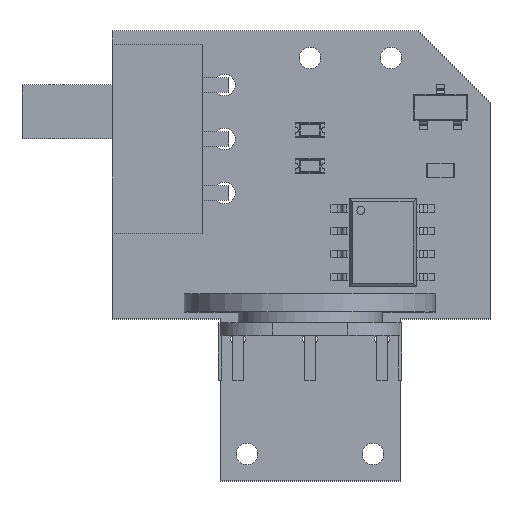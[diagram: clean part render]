
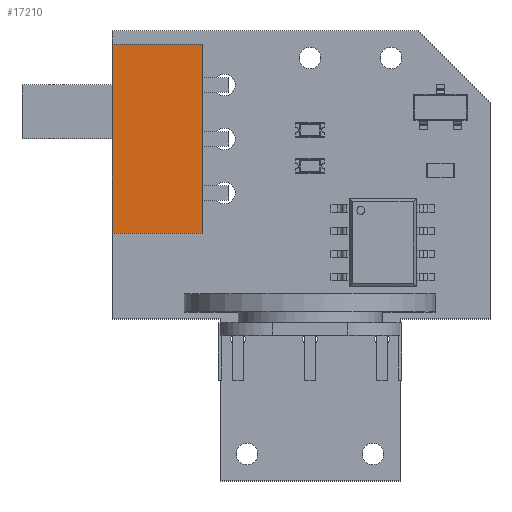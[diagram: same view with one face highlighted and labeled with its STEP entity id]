
A CAD part, top view. The second image highlights one B-rep face of the part: STEP entity #17210.
In plain terms, the highlighted free-form (B-spline) face has degree [1, 1] with [2, 2] control points.
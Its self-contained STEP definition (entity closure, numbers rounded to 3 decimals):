
#15702 = B_SPLINE_SURFACE_WITH_KNOTS('',1,1,(
    (#15703,#15704)
    ,(#15705,#15706
    )),.UNSPECIFIED.,.F.,.F.,.F.,(2,2),(2,2),(0.,10.5),(0.,5.5),
  .PIECEWISE_BEZIER_KNOTS.);
#15703 = CARTESIAN_POINT('',(-5.,0.,0.));
#15704 = CARTESIAN_POINT('',(-5.,-5.5,0.));
#15705 = CARTESIAN_POINT('',(-5.,0.,-10.5));
#15706 = CARTESIAN_POINT('',(-5.,-5.5,-10.5));
#16848 = VERTEX_POINT('',#16849);
#16849 = CARTESIAN_POINT('',(-5.,0.,-10.5));
#16863 = B_SPLINE_SURFACE_WITH_KNOTS('',1,1,(
    (#16864,#16865)
    ,(#16866,#16867
    )),.UNSPECIFIED.,.F.,.F.,.F.,(2,2),(2,2),(0.,5.5),(0.,5.),
  .PIECEWISE_BEZIER_KNOTS.);
#16864 = CARTESIAN_POINT('',(0.,0.,-10.5));
#16865 = CARTESIAN_POINT('',(-5.,0.,-10.5));
#16866 = CARTESIAN_POINT('',(0.,-5.5,-10.5));
#16867 = CARTESIAN_POINT('',(-5.,-5.5,-10.5));
#16900 = VERTEX_POINT('',#16901);
#16901 = CARTESIAN_POINT('',(-5.,0.,0.));
#16913 = B_SPLINE_SURFACE_WITH_KNOTS('',1,1,(
    (#16914,#16915)
    ,(#16916,#16917
    )),.UNSPECIFIED.,.F.,.F.,.F.,(2,2),(2,2),(0.,5.5),(0.,5.),
  .PIECEWISE_BEZIER_KNOTS.);
#16914 = CARTESIAN_POINT('',(0.,-5.5,0.));
#16915 = CARTESIAN_POINT('',(-5.,-5.5,0.));
#16916 = CARTESIAN_POINT('',(0.,0.,0.));
#16917 = CARTESIAN_POINT('',(-5.,0.,0.));
#16924 = EDGE_CURVE('',#16900,#16848,#16925,.T.);
#16925 = SURFACE_CURVE('',#16926,(#16929,#16935),.PCURVE_S1.);
#16926 = B_SPLINE_CURVE_WITH_KNOTS('',1,(#16927,#16928),.UNSPECIFIED.,
  .F.,.F.,(2,2),(0.,10.5),.PIECEWISE_BEZIER_KNOTS.);
#16927 = CARTESIAN_POINT('',(-5.,0.,0.));
#16928 = CARTESIAN_POINT('',(-5.,0.,-10.5));
#16929 = PCURVE('',#15702,#16930);
#16930 = DEFINITIONAL_REPRESENTATION('',(#16931),#16934);
#16931 = B_SPLINE_CURVE_WITH_KNOTS('',1,(#16932,#16933),.UNSPECIFIED.,
  .F.,.F.,(2,2),(0.,10.5),.PIECEWISE_BEZIER_KNOTS.);
#16932 = CARTESIAN_POINT('',(0.,0.));
#16933 = CARTESIAN_POINT('',(10.5,0.));
#16934 = ( GEOMETRIC_REPRESENTATION_CONTEXT(2) 
PARAMETRIC_REPRESENTATION_CONTEXT() REPRESENTATION_CONTEXT('2D SPACE',''
  ) );
#16935 = PCURVE('',#16936,#16941);
#16936 = B_SPLINE_SURFACE_WITH_KNOTS('',1,1,(
    (#16937,#16938)
    ,(#16939,#16940
    )),.UNSPECIFIED.,.F.,.F.,.F.,(2,2),(2,2),(0.,10.5),(0.,5.),
  .PIECEWISE_BEZIER_KNOTS.);
#16937 = CARTESIAN_POINT('',(0.,0.,0.));
#16938 = CARTESIAN_POINT('',(-5.,0.,0.));
#16939 = CARTESIAN_POINT('',(0.,0.,-10.5));
#16940 = CARTESIAN_POINT('',(-5.,0.,-10.5));
#16941 = DEFINITIONAL_REPRESENTATION('',(#16942),#16945);
#16942 = B_SPLINE_CURVE_WITH_KNOTS('',1,(#16943,#16944),.UNSPECIFIED.,
  .F.,.F.,(2,2),(0.,10.5),.PIECEWISE_BEZIER_KNOTS.);
#16943 = CARTESIAN_POINT('',(0.,5.));
#16944 = CARTESIAN_POINT('',(10.5,5.));
#16945 = ( GEOMETRIC_REPRESENTATION_CONTEXT(2) 
PARAMETRIC_REPRESENTATION_CONTEXT() REPRESENTATION_CONTEXT('2D SPACE',''
  ) );
#17062 = VERTEX_POINT('',#17063);
#17063 = CARTESIAN_POINT('',(0.,0.,-10.5));
#17077 = B_SPLINE_SURFACE_WITH_KNOTS('',1,1,(
    (#17078,#17079)
    ,(#17080,#17081
    )),.UNSPECIFIED.,.F.,.F.,.F.,(2,2),(2,2),(0.,10.5),(0.,5.5),
  .PIECEWISE_BEZIER_KNOTS.);
#17078 = CARTESIAN_POINT('',(0.,0.,0.));
#17079 = CARTESIAN_POINT('',(0.,-5.5,0.));
#17080 = CARTESIAN_POINT('',(0.,0.,-10.5));
#17081 = CARTESIAN_POINT('',(0.,-5.5,-10.5));
#17107 = EDGE_CURVE('',#17062,#16848,#17108,.T.);
#17108 = SURFACE_CURVE('',#17109,(#17112,#17118),.PCURVE_S1.);
#17109 = B_SPLINE_CURVE_WITH_KNOTS('',1,(#17110,#17111),.UNSPECIFIED.,
  .F.,.F.,(2,2),(0.,5.),.PIECEWISE_BEZIER_KNOTS.);
#17110 = CARTESIAN_POINT('',(0.,0.,-10.5));
#17111 = CARTESIAN_POINT('',(-5.,0.,-10.5));
#17112 = PCURVE('',#16863,#17113);
#17113 = DEFINITIONAL_REPRESENTATION('',(#17114),#17117);
#17114 = B_SPLINE_CURVE_WITH_KNOTS('',1,(#17115,#17116),.UNSPECIFIED.,
  .F.,.F.,(2,2),(0.,5.),.PIECEWISE_BEZIER_KNOTS.);
#17115 = CARTESIAN_POINT('',(0.,0.));
#17116 = CARTESIAN_POINT('',(-0.,5.));
#17117 = ( GEOMETRIC_REPRESENTATION_CONTEXT(2) 
PARAMETRIC_REPRESENTATION_CONTEXT() REPRESENTATION_CONTEXT('2D SPACE',''
  ) );
#17118 = PCURVE('',#16936,#17119);
#17119 = DEFINITIONAL_REPRESENTATION('',(#17120),#17123);
#17120 = B_SPLINE_CURVE_WITH_KNOTS('',1,(#17121,#17122),.UNSPECIFIED.,
  .F.,.F.,(2,2),(0.,5.),.PIECEWISE_BEZIER_KNOTS.);
#17121 = CARTESIAN_POINT('',(10.5,0.));
#17122 = CARTESIAN_POINT('',(10.5,5.));
#17123 = ( GEOMETRIC_REPRESENTATION_CONTEXT(2) 
PARAMETRIC_REPRESENTATION_CONTEXT() REPRESENTATION_CONTEXT('2D SPACE',''
  ) );
#17172 = VERTEX_POINT('',#17173);
#17173 = CARTESIAN_POINT('',(0.,0.,0.));
#17191 = EDGE_CURVE('',#17172,#16900,#17192,.T.);
#17192 = SURFACE_CURVE('',#17193,(#17196,#17202),.PCURVE_S1.);
#17193 = B_SPLINE_CURVE_WITH_KNOTS('',1,(#17194,#17195),.UNSPECIFIED.,
  .F.,.F.,(2,2),(0.,5.),.PIECEWISE_BEZIER_KNOTS.);
#17194 = CARTESIAN_POINT('',(0.,0.,0.));
#17195 = CARTESIAN_POINT('',(-5.,0.,0.));
#17196 = PCURVE('',#16913,#17197);
#17197 = DEFINITIONAL_REPRESENTATION('',(#17198),#17201);
#17198 = B_SPLINE_CURVE_WITH_KNOTS('',1,(#17199,#17200),.UNSPECIFIED.,
  .F.,.F.,(2,2),(0.,5.),.PIECEWISE_BEZIER_KNOTS.);
#17199 = CARTESIAN_POINT('',(5.5,0.));
#17200 = CARTESIAN_POINT('',(5.5,5.));
#17201 = ( GEOMETRIC_REPRESENTATION_CONTEXT(2) 
PARAMETRIC_REPRESENTATION_CONTEXT() REPRESENTATION_CONTEXT('2D SPACE',''
  ) );
#17202 = PCURVE('',#16936,#17203);
#17203 = DEFINITIONAL_REPRESENTATION('',(#17204),#17207);
#17204 = B_SPLINE_CURVE_WITH_KNOTS('',1,(#17205,#17206),.UNSPECIFIED.,
  .F.,.F.,(2,2),(0.,5.),.PIECEWISE_BEZIER_KNOTS.);
#17205 = CARTESIAN_POINT('',(0.,0.));
#17206 = CARTESIAN_POINT('',(0.,5.));
#17207 = ( GEOMETRIC_REPRESENTATION_CONTEXT(2) 
PARAMETRIC_REPRESENTATION_CONTEXT() REPRESENTATION_CONTEXT('2D SPACE',''
  ) );
#17210 = ADVANCED_FACE('',(#17211),#16936,.T.);
#17211 = FACE_BOUND('',#17212,.T.);
#17212 = EDGE_LOOP('',(#17213,#17231,#17232,#17233));
#17213 = ORIENTED_EDGE('',*,*,#17214,.T.);
#17214 = EDGE_CURVE('',#17172,#17062,#17215,.T.);
#17215 = SURFACE_CURVE('',#17216,(#17219,#17225),.PCURVE_S1.);
#17216 = B_SPLINE_CURVE_WITH_KNOTS('',1,(#17217,#17218),.UNSPECIFIED.,
  .F.,.F.,(2,2),(0.,10.5),.PIECEWISE_BEZIER_KNOTS.);
#17217 = CARTESIAN_POINT('',(0.,0.,0.));
#17218 = CARTESIAN_POINT('',(0.,0.,-10.5));
#17219 = PCURVE('',#16936,#17220);
#17220 = DEFINITIONAL_REPRESENTATION('',(#17221),#17224);
#17221 = B_SPLINE_CURVE_WITH_KNOTS('',1,(#17222,#17223),.UNSPECIFIED.,
  .F.,.F.,(2,2),(0.,10.5),.PIECEWISE_BEZIER_KNOTS.);
#17222 = CARTESIAN_POINT('',(0.,0.));
#17223 = CARTESIAN_POINT('',(10.5,0.));
#17224 = ( GEOMETRIC_REPRESENTATION_CONTEXT(2) 
PARAMETRIC_REPRESENTATION_CONTEXT() REPRESENTATION_CONTEXT('2D SPACE',''
  ) );
#17225 = PCURVE('',#17077,#17226);
#17226 = DEFINITIONAL_REPRESENTATION('',(#17227),#17230);
#17227 = B_SPLINE_CURVE_WITH_KNOTS('',1,(#17228,#17229),.UNSPECIFIED.,
  .F.,.F.,(2,2),(0.,10.5),.PIECEWISE_BEZIER_KNOTS.);
#17228 = CARTESIAN_POINT('',(0.,0.));
#17229 = CARTESIAN_POINT('',(10.5,0.));
#17230 = ( GEOMETRIC_REPRESENTATION_CONTEXT(2) 
PARAMETRIC_REPRESENTATION_CONTEXT() REPRESENTATION_CONTEXT('2D SPACE',''
  ) );
#17231 = ORIENTED_EDGE('',*,*,#17107,.T.);
#17232 = ORIENTED_EDGE('',*,*,#16924,.F.);
#17233 = ORIENTED_EDGE('',*,*,#17191,.F.);
